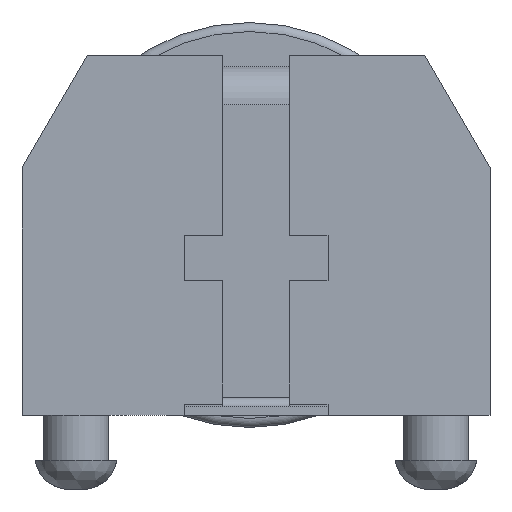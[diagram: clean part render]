
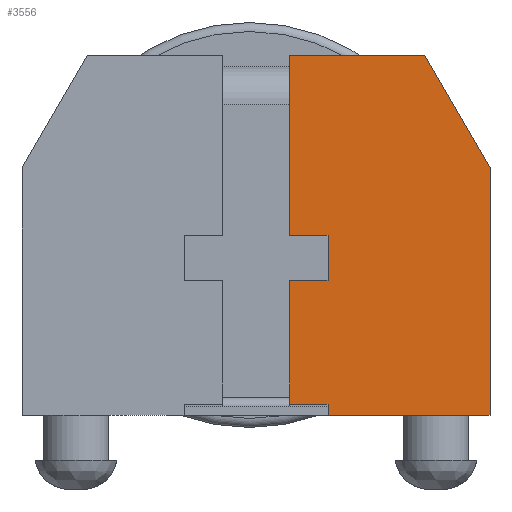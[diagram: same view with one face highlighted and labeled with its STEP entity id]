
A CAD part, front view. The second image highlights one B-rep face of the part: STEP entity #3556.
In plain terms, the highlighted planar face has unit normal (0, -1, 0).
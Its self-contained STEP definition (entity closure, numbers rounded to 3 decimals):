
#322=FACE_OUTER_BOUND('',#533,.T.);
#533=EDGE_LOOP('',(#2682,#2683,#2684,#2685,#2686,#2687,#2688,#2689,#2690,
#2691,#2692));
#776=LINE('',#5343,#1162);
#805=LINE('',#5400,#1191);
#870=LINE('',#5550,#1256);
#871=LINE('',#5554,#1257);
#872=LINE('',#5556,#1258);
#873=LINE('',#5558,#1259);
#874=LINE('',#5560,#1260);
#875=LINE('',#5562,#1261);
#876=LINE('',#5563,#1262);
#877=LINE('',#5565,#1263);
#878=LINE('',#5566,#1264);
#1162=VECTOR('',#4295,1.);
#1191=VECTOR('',#4328,1.);
#1256=VECTOR('',#4451,1.);
#1257=VECTOR('',#4454,1.);
#1258=VECTOR('',#4455,1.);
#1259=VECTOR('',#4456,1.);
#1260=VECTOR('',#4457,1.);
#1261=VECTOR('',#4458,1.);
#1262=VECTOR('',#4459,1.);
#1263=VECTOR('',#4460,1.);
#1264=VECTOR('',#4461,1.);
#1520=VERTEX_POINT('',#5340);
#1521=VERTEX_POINT('',#5342);
#1547=VERTEX_POINT('',#5399);
#1603=VERTEX_POINT('',#5548);
#1604=VERTEX_POINT('',#5552);
#1605=VERTEX_POINT('',#5553);
#1606=VERTEX_POINT('',#5555);
#1607=VERTEX_POINT('',#5557);
#1608=VERTEX_POINT('',#5559);
#1609=VERTEX_POINT('',#5561);
#1610=VERTEX_POINT('',#5564);
#1899=EDGE_CURVE('',#1521,#1520,#776,.T.);
#1928=EDGE_CURVE('',#1547,#1521,#805,.T.);
#2004=EDGE_CURVE('',#1520,#1603,#870,.T.);
#2005=EDGE_CURVE('',#1604,#1605,#871,.F.);
#2006=EDGE_CURVE('',#1605,#1606,#872,.F.);
#2007=EDGE_CURVE('',#1606,#1607,#873,.F.);
#2008=EDGE_CURVE('',#1607,#1608,#874,.F.);
#2009=EDGE_CURVE('',#1608,#1609,#875,.F.);
#2010=EDGE_CURVE('',#1609,#1547,#876,.F.);
#2011=EDGE_CURVE('',#1603,#1610,#877,.T.);
#2012=EDGE_CURVE('',#1610,#1604,#878,.F.);
#2682=ORIENTED_EDGE('',*,*,#2005,.T.);
#2683=ORIENTED_EDGE('',*,*,#2006,.T.);
#2684=ORIENTED_EDGE('',*,*,#2007,.T.);
#2685=ORIENTED_EDGE('',*,*,#2008,.T.);
#2686=ORIENTED_EDGE('',*,*,#2009,.T.);
#2687=ORIENTED_EDGE('',*,*,#2010,.T.);
#2688=ORIENTED_EDGE('',*,*,#1928,.T.);
#2689=ORIENTED_EDGE('',*,*,#1899,.T.);
#2690=ORIENTED_EDGE('',*,*,#2004,.T.);
#2691=ORIENTED_EDGE('',*,*,#2011,.T.);
#2692=ORIENTED_EDGE('',*,*,#2012,.T.);
#3397=PLANE('',#3819);
#3556=ADVANCED_FACE('',(#322),#3397,.T.);
#3819=AXIS2_PLACEMENT_3D('',#5551,#4452,#4453);
#4295=DIRECTION('',(0.,0.,1.));
#4328=DIRECTION('',(1.,0.,0.));
#4451=DIRECTION('',(-0.502,0.,0.865));
#4452=DIRECTION('center_axis',(0.,-1.,0.));
#4453=DIRECTION('ref_axis',(1.,0.,0.));
#4454=DIRECTION('',(-1.,0.,0.));
#4455=DIRECTION('',(0.,0.,1.));
#4456=DIRECTION('',(1.,0.,0.));
#4457=DIRECTION('',(0.,0.,1.));
#4458=DIRECTION('',(-1.,0.,0.));
#4459=DIRECTION('',(0.,0.,1.));
#4460=DIRECTION('',(-1.,0.,0.));
#4461=DIRECTION('',(0.,0.,1.));
#5340=CARTESIAN_POINT('',(10.4,-38.5,11.));
#5342=CARTESIAN_POINT('',(10.4,-38.5,0.));
#5343=CARTESIAN_POINT('',(10.4,-38.5,0.));
#5399=CARTESIAN_POINT('',(3.2,-38.5,0.));
#5400=CARTESIAN_POINT('',(3.2,-38.5,0.));
#5548=CARTESIAN_POINT('',(7.5,-38.5,16.));
#5550=CARTESIAN_POINT('',(10.4,-38.5,11.));
#5551=CARTESIAN_POINT('Origin',(0.,-38.5,0.));
#5552=CARTESIAN_POINT('',(1.5,-38.5,8.));
#5553=CARTESIAN_POINT('',(3.2,-38.5,8.));
#5554=CARTESIAN_POINT('',(3.2,-38.5,8.));
#5555=CARTESIAN_POINT('',(3.2,-38.5,6.));
#5556=CARTESIAN_POINT('',(3.2,-38.5,6.));
#5557=CARTESIAN_POINT('',(1.5,-38.5,6.));
#5558=CARTESIAN_POINT('',(1.5,-38.5,6.));
#5559=CARTESIAN_POINT('',(1.5,-38.5,0.5));
#5560=CARTESIAN_POINT('',(1.5,-38.5,0.5));
#5561=CARTESIAN_POINT('',(3.2,-38.5,0.5));
#5562=CARTESIAN_POINT('',(3.2,-38.5,0.5));
#5563=CARTESIAN_POINT('',(3.2,-38.5,0.));
#5564=CARTESIAN_POINT('',(1.5,-38.5,16.));
#5565=CARTESIAN_POINT('',(7.5,-38.5,16.));
#5566=CARTESIAN_POINT('',(1.5,-38.5,8.));
